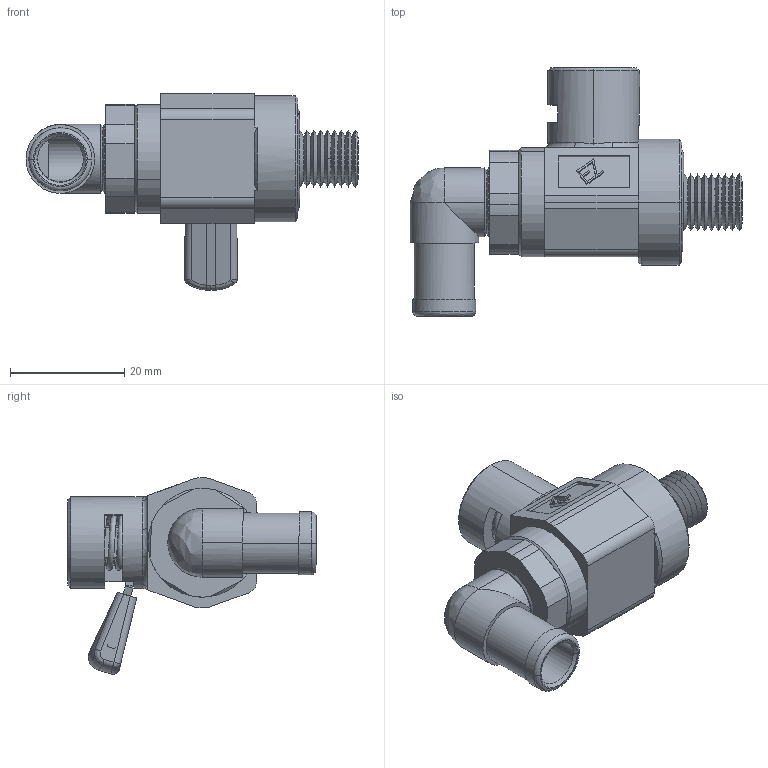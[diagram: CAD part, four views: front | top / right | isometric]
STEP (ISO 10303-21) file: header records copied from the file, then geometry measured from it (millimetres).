
FILE_DESCRIPTION (( 'STEP AP203' ), '1' );
FILE_NAME ('S1-L.SLDASM.STEP', '2015-11-07T00:17:12', ( '微软用户' ), ( '微软中国' ), 'SwSTEP 2.0', 'SolidWorks 2010', '' );
FILE_SCHEMA (( 'CONFIG_CONTROL_DESIGN' ));
Length unit declared in the file: millimetre
Products named in the file (15): 9-1.8_2; ｿｨｻﾉ_4_1_2; ｵ貳ｬ_4_1_2; 球座1_4_1_2; S1-L.SLDASM; 115概极_3_1_2; S俔芛甜簽_2; ﾐ｡ﾊﾖｱ銈4_1_2; ｷｧｸﾋ_4_1_2; ﾐ｡ｵｯｻﾉ_1_4_1_2; Oﾐﾍﾈｦ_2_1_2; 13.5-1.5_2; ﾇ蘋4_1_2; L-001俔芛_2; Cñ_3_2
Assembly tree (15 placements, depth 2):
  S1-L.SLDASM
    ﾇ蘋4_1_2
    L-001俔芛_2
    S俔芛甜簽_2
    球座1_4_1_2  x2
    13.5-1.5_2
    ｷｧｸﾋ_4_1_2
    ﾐ｡ﾊﾖｱ銈4_1_2
    9-1.8_2
    ﾐ｡ｵｯｻﾉ_1_4_1_2
    ｿｨｻﾉ_4_1_2
    115概极_3_1_2
    ｵ貳ｬ_4_1_2
    Oﾐﾍﾈｦ_2_1_2
    Cñ_3_2
Bounding box: 58 x 43.43 x 34.31 mm (x, y, z)
Volume: 13716.3 mm3; surface area: 14805.3 mm2
Topology: 15 solids, 16 shells, 483 faces, 1135 edges, 700 vertices
Faces by surface type: plane 145, cylinder 136, cone 133, bspline 47, torus 22
Entity records: 20957 total; most frequent: CARTESIAN_POINT 8410, DIRECTION 2334, ORIENTED_EDGE 2243, EDGE_CURVE 1123, AXIS2_PLACEMENT_3D 915, VERTEX_POINT 693, EDGE_LOOP 523, VECTOR 504
